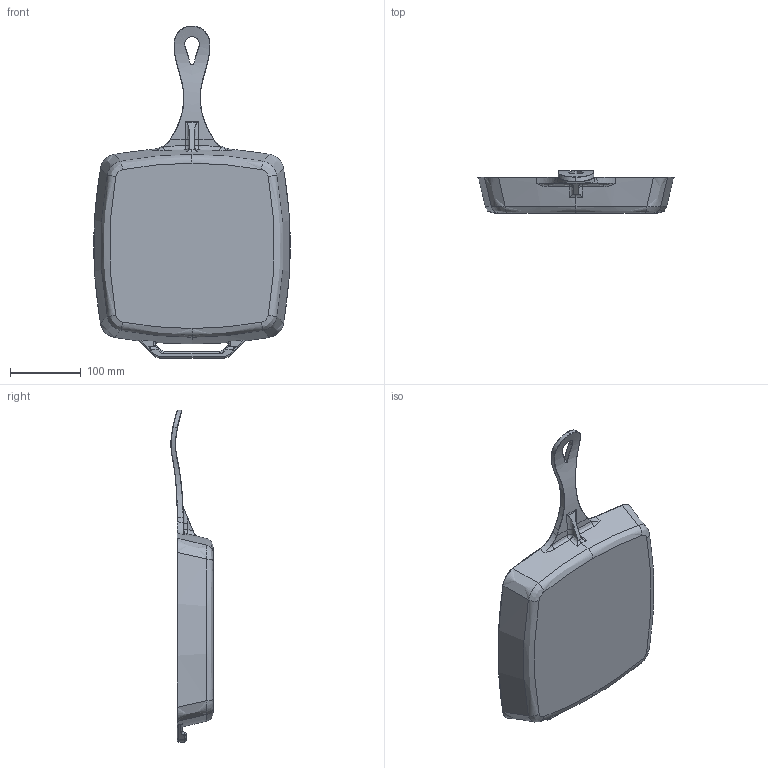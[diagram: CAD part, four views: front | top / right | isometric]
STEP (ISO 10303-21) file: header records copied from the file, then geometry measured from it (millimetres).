
FILE_DESCRIPTION (( 'STEP AP214' ), '1' );
FILE_NAME ('CastIronSkillet.STEP', '2015-06-04T12:50:40', ( '' ), ( '' ), 'SwSTEP 2.0', 'SolidWorks 2014', '' );
FILE_SCHEMA (( 'AUTOMOTIVE_DESIGN' ));
Length unit declared in the file: inch
Products named in the file (1): CastIronSkillet
Bounding box: 277.95 x 59.72 x 469.9 mm (x, y, z)
Volume: 865162.2 mm3; surface area: 514041.5 mm2
Topology: 65 solids, 65 shells, 738 faces, 1699 edges, 1086 vertices
Faces by surface type: bspline 332, plane 249, cylinder 147, sphere 6, torus 4
Entity records: 37524 total; most frequent: CARTESIAN_POINT 22957, ORIENTED_EDGE 3358, DIRECTION 1734, EDGE_CURVE 1679, VERTEX_POINT 1086, B_SPLINE_CURVE_WITH_KNOTS 863, EDGE_LOOP 757, FACE_OUTER_BOUND 738
